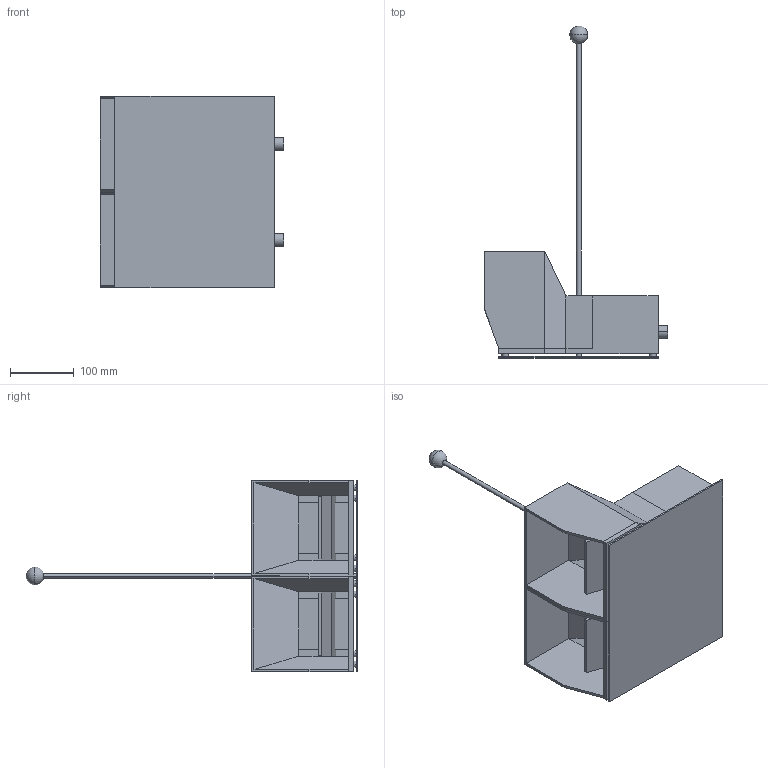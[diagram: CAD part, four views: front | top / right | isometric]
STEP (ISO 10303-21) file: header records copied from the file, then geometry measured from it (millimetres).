
FILE_DESCRIPTION((''),'2;1');
FILE_NAME('3d_KGD001.stp','2012-10-03T08:41:57',(''),(''),'Mechanical Desktop 2011','Mechanical Desktop 2011',', , ');
FILE_SCHEMA(('CONFIG_CONTROL_DESIGN'));
Length unit declared in the file: millimetre
Products named in the file (1): Product
Bounding box: 286.57 x 518.9 x 300 mm (x, y, z)
Volume: 3919110.8 mm3; surface area: 743881.3 mm2
Topology: 18 solids, 18 shells, 149 faces, 326 edges, 210 vertices
Faces by surface type: bspline 69, plane 65, cylinder 13, sphere 2
Entity records: 4198 total; most frequent: CARTESIAN_POINT 1043, ORIENTED_EDGE 644, DIRECTION 534, EDGE_CURVE 322, VECTOR 272, LINE 272, VERTEX_POINT 210, EDGE_LOOP 150
